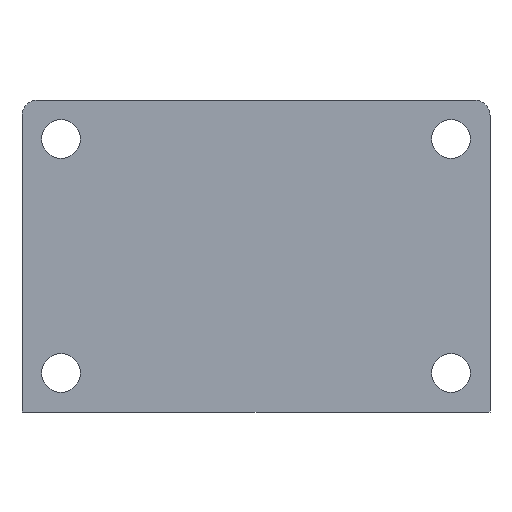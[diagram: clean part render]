
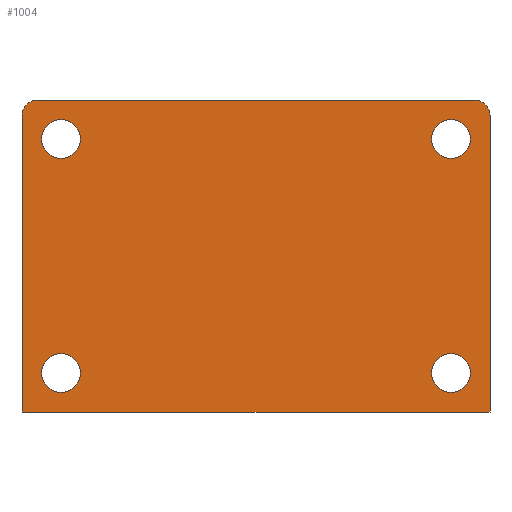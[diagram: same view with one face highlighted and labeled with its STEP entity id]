
A CAD part, front view. The second image highlights one B-rep face of the part: STEP entity #1004.
In plain terms, the highlighted planar face has unit normal (0, -1, 0).
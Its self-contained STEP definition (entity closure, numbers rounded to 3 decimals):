
#30=FACE_BOUND('',#189,.T.);
#31=FACE_BOUND('',#190,.T.);
#32=FACE_BOUND('',#191,.T.);
#33=FACE_BOUND('',#192,.T.);
#106=PLANE('',#1093);
#132=FACE_OUTER_BOUND('',#188,.T.);
#188=EDGE_LOOP('',(#734,#735,#736,#737,#738,#739));
#189=EDGE_LOOP('',(#740));
#190=EDGE_LOOP('',(#741));
#191=EDGE_LOOP('',(#742));
#192=EDGE_LOOP('',(#743));
#249=LINE('',#1474,#342);
#265=LINE('',#1525,#358);
#266=LINE('',#1529,#359);
#267=LINE('',#1532,#360);
#342=VECTOR('',#1189,10.);
#358=VECTOR('',#1229,10.);
#359=VECTOR('',#1232,10.);
#360=VECTOR('',#1235,10.);
#434=CIRCLE('',#1077,2.5);
#436=CIRCLE('',#1080,2.5);
#443=CIRCLE('',#1094,2.);
#444=CIRCLE('',#1095,2.);
#445=CIRCLE('',#1096,2.5);
#446=CIRCLE('',#1097,2.5);
#468=VERTEX_POINT('',#1462);
#470=VERTEX_POINT('',#1468);
#471=VERTEX_POINT('',#1472);
#472=VERTEX_POINT('',#1473);
#495=VERTEX_POINT('',#1524);
#496=VERTEX_POINT('',#1526);
#497=VERTEX_POINT('',#1528);
#498=VERTEX_POINT('',#1530);
#499=VERTEX_POINT('',#1533);
#500=VERTEX_POINT('',#1535);
#557=EDGE_CURVE('',#468,#468,#434,.T.);
#560=EDGE_CURVE('',#470,#470,#436,.T.);
#561=EDGE_CURVE('',#471,#472,#249,.T.);
#587=EDGE_CURVE('',#472,#495,#265,.T.);
#588=EDGE_CURVE('',#496,#495,#443,.T.);
#589=EDGE_CURVE('',#496,#497,#266,.T.);
#590=EDGE_CURVE('',#498,#497,#444,.T.);
#591=EDGE_CURVE('',#498,#471,#267,.T.);
#592=EDGE_CURVE('',#499,#499,#445,.T.);
#593=EDGE_CURVE('',#500,#500,#446,.T.);
#734=ORIENTED_EDGE('',*,*,#561,.T.);
#735=ORIENTED_EDGE('',*,*,#587,.T.);
#736=ORIENTED_EDGE('',*,*,#588,.F.);
#737=ORIENTED_EDGE('',*,*,#589,.T.);
#738=ORIENTED_EDGE('',*,*,#590,.F.);
#739=ORIENTED_EDGE('',*,*,#591,.T.);
#740=ORIENTED_EDGE('',*,*,#557,.T.);
#741=ORIENTED_EDGE('',*,*,#560,.T.);
#742=ORIENTED_EDGE('',*,*,#592,.T.);
#743=ORIENTED_EDGE('',*,*,#593,.T.);
#1004=ADVANCED_FACE('',(#132,#30,#31,#32,#33),#106,.T.);
#1077=AXIS2_PLACEMENT_3D('',#1464,#1178,#1179);
#1080=AXIS2_PLACEMENT_3D('',#1470,#1185,#1186);
#1093=AXIS2_PLACEMENT_3D('',#1523,#1227,#1228);
#1094=AXIS2_PLACEMENT_3D('',#1527,#1230,#1231);
#1095=AXIS2_PLACEMENT_3D('',#1531,#1233,#1234);
#1096=AXIS2_PLACEMENT_3D('',#1534,#1236,#1237);
#1097=AXIS2_PLACEMENT_3D('',#1536,#1238,#1239);
#1178=DIRECTION('center_axis',(0.,1.,0.));
#1179=DIRECTION('ref_axis',(1.,0.,0.));
#1185=DIRECTION('center_axis',(0.,1.,0.));
#1186=DIRECTION('ref_axis',(1.,0.,0.));
#1189=DIRECTION('',(1.,0.,0.));
#1227=DIRECTION('center_axis',(0.,-1.,0.));
#1228=DIRECTION('ref_axis',(0.,0.,-1.));
#1229=DIRECTION('',(0.,0.,1.));
#1230=DIRECTION('center_axis',(0.,1.,0.));
#1231=DIRECTION('ref_axis',(0.707,0.,0.707));
#1232=DIRECTION('',(-1.,0.,0.));
#1233=DIRECTION('center_axis',(0.,1.,0.));
#1234=DIRECTION('ref_axis',(-0.707,0.,0.707));
#1235=DIRECTION('',(0.,0.,-1.));
#1236=DIRECTION('center_axis',(0.,1.,0.));
#1237=DIRECTION('ref_axis',(1.,0.,0.));
#1238=DIRECTION('center_axis',(0.,1.,0.));
#1239=DIRECTION('ref_axis',(1.,0.,0.));
#1462=CARTESIAN_POINT('',(-27.5,-2.5,-5.));
#1464=CARTESIAN_POINT('Origin',(-25.,-2.5,-5.));
#1468=CARTESIAN_POINT('',(22.5,-2.5,-5.));
#1470=CARTESIAN_POINT('Origin',(25.,-2.5,-5.));
#1472=CARTESIAN_POINT('',(-30.,-2.5,-10.));
#1473=CARTESIAN_POINT('',(30.,-2.5,-10.));
#1474=CARTESIAN_POINT('',(15.,-2.5,-10.));
#1523=CARTESIAN_POINT('Origin',(0.,-2.5,0.));
#1524=CARTESIAN_POINT('',(30.,-2.5,28.));
#1525=CARTESIAN_POINT('',(30.,-2.5,30.));
#1526=CARTESIAN_POINT('',(28.,-2.5,30.));
#1527=CARTESIAN_POINT('Origin',(28.,-2.5,28.));
#1528=CARTESIAN_POINT('',(-28.,-2.5,30.));
#1529=CARTESIAN_POINT('',(-30.,-2.5,30.));
#1530=CARTESIAN_POINT('',(-30.,-2.5,28.));
#1531=CARTESIAN_POINT('Origin',(-28.,-2.5,28.));
#1532=CARTESIAN_POINT('',(-30.,-2.5,-30.));
#1533=CARTESIAN_POINT('',(-27.5,-2.5,25.));
#1534=CARTESIAN_POINT('Origin',(-25.,-2.5,25.));
#1535=CARTESIAN_POINT('',(22.5,-2.5,25.));
#1536=CARTESIAN_POINT('Origin',(25.,-2.5,25.));
